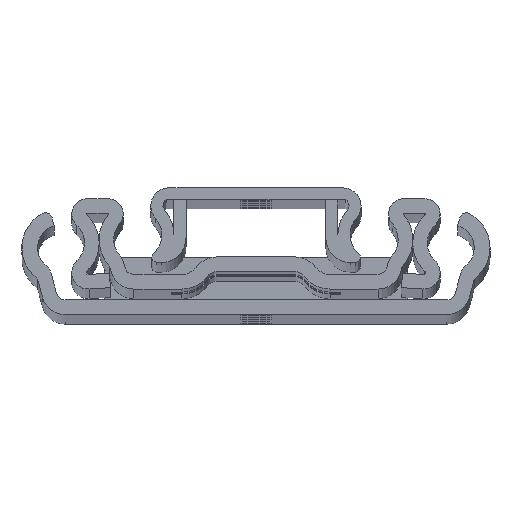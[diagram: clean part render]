
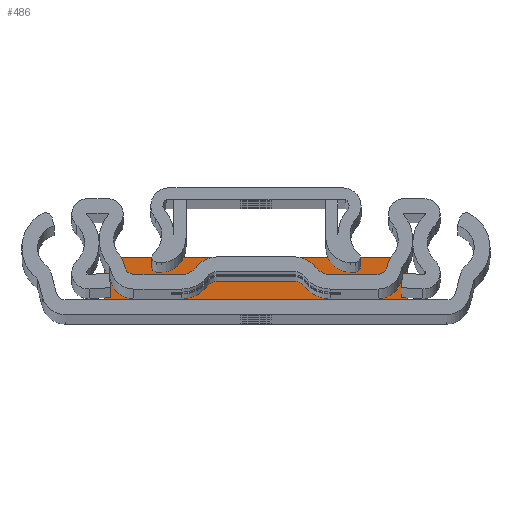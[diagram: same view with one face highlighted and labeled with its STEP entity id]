
A CAD part, top view. The second image highlights one B-rep face of the part: STEP entity #486.
In plain terms, the highlighted planar face has unit normal (0, 0, 1).
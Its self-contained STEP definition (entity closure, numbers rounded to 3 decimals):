
#486 = ADVANCED_FACE ( 'NONE', ( #7460 ), #6563, .F. ) ;
#1297 = EDGE_CURVE ( 'NONE', #12008, #11937, #8152, .T. ) ;
#1300 = EDGE_CURVE ( 'NONE', #12008, #12014, #8159, .T. ) ;
#1301 = EDGE_CURVE ( 'NONE', #11968, #12014, #8161, .T. ) ;
#1302 = EDGE_CURVE ( 'NONE', #11937, #11968, #8163, .T. ) ;
#1891 = ORIENTED_EDGE ( 'NONE', *, *, #1301, .T. ) ;
#1892 = ORIENTED_EDGE ( 'NONE', *, *, #1300, .F. ) ;
#1893 = ORIENTED_EDGE ( 'NONE', *, *, #1297, .T. ) ;
#1894 = ORIENTED_EDGE ( 'NONE', *, *, #1302, .T. ) ;
#5422 = AXIS2_PLACEMENT_3D ( 'NONE', #6525, #6575, #6576 ) ;
#6525 = CARTESIAN_POINT ( 'NONE',  ( 25., 11., -454.8 ) ) ;
#6563 = PLANE ( 'NONE',  #5422 ) ;
#6575 = DIRECTION ( 'NONE',  ( 0., 0., -1. ) ) ;
#6576 = DIRECTION ( 'NONE',  ( -1., 0., 0. ) ) ;
#7130 = CARTESIAN_POINT ( 'NONE',  ( 25., -19.3, -454.8 ) ) ;
#7460 = FACE_OUTER_BOUND ( 'NONE', #11353, .T. ) ;
#8152 = LINE ( 'NONE', #7130, #8154 ) ;
#8154 = VECTOR ( 'NONE', #8458, 1000. ) ;
#8159 = LINE ( 'NONE', #8463, #8160 ) ;
#8160 = VECTOR ( 'NONE', #8464, 1000. ) ;
#8161 = LINE ( 'NONE', #8465, #8162 ) ;
#8162 = VECTOR ( 'NONE', #8466, 1000. ) ;
#8163 = LINE ( 'NONE', #8467, #8164 ) ;
#8164 = VECTOR ( 'NONE', #8468, 1000. ) ;
#8458 = DIRECTION ( 'NONE',  ( 0., 1., 0. ) ) ;
#8463 = CARTESIAN_POINT ( 'NONE',  ( 31.434, 2.4, -454.8 ) ) ;
#8464 = DIRECTION ( 'NONE',  ( -1., 0., 0. ) ) ;
#8465 = CARTESIAN_POINT ( 'NONE',  ( -25., -19.3, -454.8 ) ) ;
#8466 = DIRECTION ( 'NONE',  ( 0., -1., 0. ) ) ;
#8467 = CARTESIAN_POINT ( 'NONE',  ( -25., 11., -454.8 ) ) ;
#8468 = DIRECTION ( 'NONE',  ( -1., 0., 0. ) ) ;
#9052 = CARTESIAN_POINT ( 'NONE',  ( 25., 11., -454.8 ) ) ;
#9100 = CARTESIAN_POINT ( 'NONE',  ( -25., 11., -454.8 ) ) ;
#9137 = CARTESIAN_POINT ( 'NONE',  ( 25., 2.4, -454.8 ) ) ;
#9142 = CARTESIAN_POINT ( 'NONE',  ( -25., 2.4, -454.8 ) ) ;
#11353 = EDGE_LOOP ( 'NONE', ( #1891, #1892, #1893, #1894 ) ) ;
#11937 = VERTEX_POINT ( 'NONE', #9052 ) ;
#11968 = VERTEX_POINT ( 'NONE', #9100 ) ;
#12008 = VERTEX_POINT ( 'NONE', #9137 ) ;
#12014 = VERTEX_POINT ( 'NONE', #9142 ) ;
